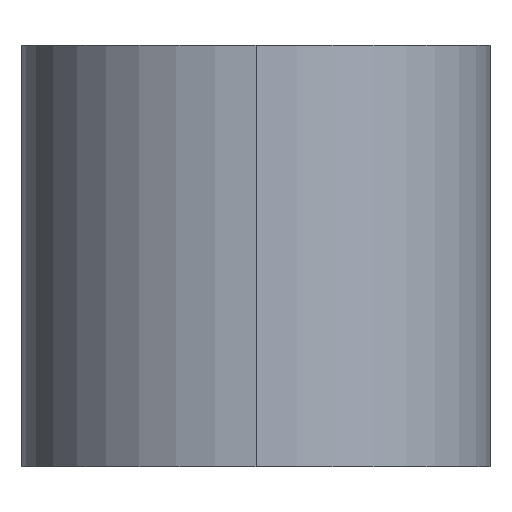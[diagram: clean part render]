
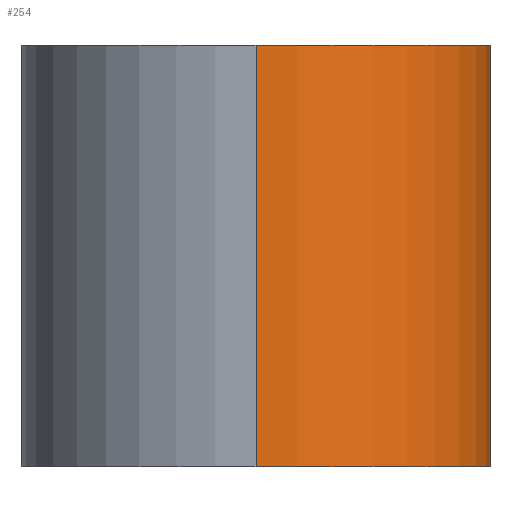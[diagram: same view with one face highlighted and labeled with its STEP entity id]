
A CAD part, left-side view. The second image highlights one B-rep face of the part: STEP entity #254.
In plain terms, the highlighted cylindrical face has radius 7 mm (diameter 14 mm), a partial arc.
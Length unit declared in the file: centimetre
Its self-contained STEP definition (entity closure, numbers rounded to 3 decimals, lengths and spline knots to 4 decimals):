
#7 = CIRCLE ( 'NONE', #410, 0.7 ) ;
#10 = CARTESIAN_POINT ( 'NONE',  ( 0.3804, -0.5878, 0.8575 ) ) ;
#12 = DIRECTION ( 'NONE',  ( 0., 0., -1. ) ) ;
#15 = CARTESIAN_POINT ( 'NONE',  ( 0.3502, -0.6062, 0.4573 ) ) ;
#16 = CYLINDRICAL_SURFACE ( 'NONE', #365, 0.7 ) ;
#17 = CARTESIAN_POINT ( 'NONE',  ( 0.3397, -0.6121, 0.7805 ) ) ;
#24 = CARTESIAN_POINT ( 'NONE',  ( 0.4748, -0.5146, 0.266 ) ) ;
#25 = CARTESIAN_POINT ( 'NONE',  ( 0.5221, -0.4666, 0.2063 ) ) ;
#31 = VECTOR ( 'NONE', #12, 100. ) ;
#33 = CARTESIAN_POINT ( 'NONE',  ( -0.7, 0., 0. ) ) ;
#35 = EDGE_CURVE ( 'NONE', #339, #463, #123, .T. ) ;
#39 = AXIS2_PLACEMENT_3D ( 'NONE', #344, #351, #348 ) ;
#42 = ORIENTED_EDGE ( 'NONE', *, *, #148, .T. ) ;
#63 = CARTESIAN_POINT ( 'NONE',  ( -0.7, 0., 1.26 ) ) ;
#74 = CARTESIAN_POINT ( 'NONE',  ( 0.5774, -0.3976, 1.1203 ) ) ;
#76 = CARTESIAN_POINT ( 'NONE',  ( 0.3167, -0.6243, 0.7175 ) ) ;
#77 = CARTESIAN_POINT ( 'NONE',  ( 0.6175, -0.332, 1.167 ) ) ;
#78 = CARTESIAN_POINT ( 'NONE',  ( 0.6359, -0.2956, 1.1879 ) ) ;
#84 = CARTESIAN_POINT ( 'NONE',  ( 0.4392, -0.546, 0.3134 ) ) ;
#99 = CARTESIAN_POINT ( 'NONE',  ( 0.7, 0., 1.26 ) ) ;
#115 = CARTESIAN_POINT ( 'NONE',  ( 0.3235, -0.6208, 0.7391 ) ) ;
#116 = CARTESIAN_POINT ( 'NONE',  ( 0.683, -0.1548, 1.2411 ) ) ;
#119 = CARTESIAN_POINT ( 'NONE',  ( 0.6831, -0.1544, 0.0188 ) ) ;
#120 = CARTESIAN_POINT ( 'NONE',  ( 0.6591, -0.2368, 0.0458 ) ) ;
#121 = CARTESIAN_POINT ( 'NONE',  ( 0.6957, -0.0892, 0.0048 ) ) ;
#123 = LINE ( 'NONE', #440, #31 ) ;
#148 = EDGE_CURVE ( 'NONE', #463, #177, #7, .T. ) ;
#151 = CARTESIAN_POINT ( 'NONE',  ( 0.3052, -0.6299, 0.6057 ) ) ;
#156 = CARTESIAN_POINT ( 'NONE',  ( 0.3245, -0.6203, 0.518 ) ) ;
#161 = CARTESIAN_POINT ( 'NONE',  ( 0.5103, -0.4794, 0.2208 ) ) ;
#162 = ORIENTED_EDGE ( 'NONE', *, *, #239, .F. ) ;
#164 = CARTESIAN_POINT ( 'NONE',  ( 0.6363, -0.2947, 0.0716 ) ) ;
#165 = CARTESIAN_POINT ( 'NONE',  ( 0.5565, -0.4262, 0.1644 ) ) ;
#176 = EDGE_CURVE ( 'NONE', #408, #177, #337, .T. ) ;
#177 = VERTEX_POINT ( 'NONE', #259 ) ;
#189 = CARTESIAN_POINT ( 'NONE',  ( 0., 0., 0. ) ) ;
#194 = CARTESIAN_POINT ( 'NONE',  ( 0.6659, -0.2169, 0.0381 ) ) ;
#201 = ORIENTED_EDGE ( 'NONE', *, *, #35, .T. ) ;
#203 = CARTESIAN_POINT ( 'NONE',  ( 0.5781, -0.3965, 0.1388 ) ) ;
#207 = DIRECTION ( 'NONE',  ( 0., 0., -1. ) ) ;
#226 = CARTESIAN_POINT ( 'NONE',  ( 0.7, -0.0456, 1.26 ) ) ;
#230 = CARTESIAN_POINT ( 'NONE',  ( 0.3408, -0.6115, 0.477 ) ) ;
#231 = CARTESIAN_POINT ( 'NONE',  ( 0.3694, -0.5947, 0.8388 ) ) ;
#232 = CARTESIAN_POINT ( 'NONE',  ( 0.4867, -0.5034, 0.2507 ) ) ;
#239 = EDGE_CURVE ( 'NONE', #339, #408, #382, .T. ) ;
#240 = CARTESIAN_POINT ( 'NONE',  ( 0.3816, -0.587, 0.4004 ) ) ;
#254 = ADVANCED_FACE ( 'NONE', ( #302 ), #16, .T. ) ;
#259 = CARTESIAN_POINT ( 'NONE',  ( 0.7, 0., 0. ) ) ;
#261 = CARTESIAN_POINT ( 'NONE',  ( 0.4142, -0.5649, 0.9115 ) ) ;
#265 = CARTESIAN_POINT ( 'NONE',  ( 0.5099, -0.4809, 1.0388 ) ) ;
#267 = CARTESIAN_POINT ( 'NONE',  ( 0.3706, -0.594, 0.4191 ) ) ;
#270 = CARTESIAN_POINT ( 'NONE',  ( 0.7, 0., 0. ) ) ;
#275 = DIRECTION ( 'NONE',  ( -1., 0., 0. ) ) ;
#293 = CARTESIAN_POINT ( 'NONE',  ( 0.6587, -0.2377, 1.2138 ) ) ;
#296 = DIRECTION ( 'NONE',  ( 1., 0., 0. ) ) ;
#302 = FACE_OUTER_BOUND ( 'NONE', #332, .T. ) ;
#303 = CARTESIAN_POINT ( 'NONE',  ( 0.4155, -0.564, 0.3467 ) ) ;
#312 = ORIENTED_EDGE ( 'NONE', *, *, #176, .F. ) ;
#327 = CARTESIAN_POINT ( 'NONE',  ( 0.3491, -0.6069, 0.8003 ) ) ;
#328 = CARTESIAN_POINT ( 'NONE',  ( 0.3075, -0.6289, 0.6737 ) ) ;
#331 = CARTESIAN_POINT ( 'NONE',  ( 0.305, -0.6301, 0.651 ) ) ;
#332 = EDGE_LOOP ( 'NONE', ( #162, #201, #42, #312 ) ) ;
#333 = CARTESIAN_POINT ( 'NONE',  ( 0.4381, -0.5469, 0.945 ) ) ;
#337 = B_SPLINE_CURVE_WITH_KNOTS ( 'NONE', 3,
 ( #453, #226, #452, #116, #414, #366, #293, #78, #77, #74, #409, #265, #415, #333, #261, #10, #231, #327, #17, #115, #76, #328, #331, #151, #413, #373, #156, #230, #15, #267, #240, #303, #84, #24, #232, #161, #25, #165, #203, #458, #164, #120, #194, #419, #119, #121, #377, #270 ),
 .UNSPECIFIED., .F., .F.,
 ( 4, 2, 2, 2, 2, 2, 2, 2, 2, 2, 2, 2, 2, 2, 2, 2, 2, 2, 2, 2, 2, 2, 2, 4 ),
 ( 0., 0.0013, 0.002, 0.0027, 0.004, 0.0054, 0.0067, 0.0081, 0.0087, 0.0094, 0.0101, 0.0108, 0.0114, 0.0121, 0.0128, 0.0134, 0.0148, 0.0155, 0.0161, 0.0175, 0.0188, 0.0195, 0.0202, 0.0215 ),
 .UNSPECIFIED. ) ;
#339 = VERTEX_POINT ( 'NONE', #63 ) ;
#344 = CARTESIAN_POINT ( 'NONE',  ( 0., 0., 1.26 ) ) ;
#348 = DIRECTION ( 'NONE',  ( 1., 0., 0. ) ) ;
#351 = DIRECTION ( 'NONE',  ( 0., 0., 1. ) ) ;
#365 = AXIS2_PLACEMENT_3D ( 'NONE', #471, #207, #275 ) ;
#366 = CARTESIAN_POINT ( 'NONE',  ( 0.6656, -0.2177, 1.2216 ) ) ;
#368 = DIRECTION ( 'NONE',  ( 0., 0., 1. ) ) ;
#373 = CARTESIAN_POINT ( 'NONE',  ( 0.3175, -0.6239, 0.5396 ) ) ;
#377 = CARTESIAN_POINT ( 'NONE',  ( 0.7, -0.045, 0. ) ) ;
#382 = CIRCLE ( 'NONE', #39, 0.7 ) ;
#408 = VERTEX_POINT ( 'NONE', #99 ) ;
#409 = CARTESIAN_POINT ( 'NONE',  ( 0.5557, -0.4272, 1.0947 ) ) ;
#410 = AXIS2_PLACEMENT_3D ( 'NONE', #189, #368, #296 ) ;
#413 = CARTESIAN_POINT ( 'NONE',  ( 0.3079, -0.6287, 0.5834 ) ) ;
#414 = CARTESIAN_POINT ( 'NONE',  ( 0.6778, -0.1763, 1.2352 ) ) ;
#415 = CARTESIAN_POINT ( 'NONE',  ( 0.4858, -0.505, 1.0086 ) ) ;
#419 = CARTESIAN_POINT ( 'NONE',  ( 0.6779, -0.1758, 0.0246 ) ) ;
#440 = CARTESIAN_POINT ( 'NONE',  ( -0.7, 0., 1.26 ) ) ;
#452 = CARTESIAN_POINT ( 'NONE',  ( 0.6956, -0.09, 1.2551 ) ) ;
#453 = CARTESIAN_POINT ( 'NONE',  ( 0.7, 0., 1.26 ) ) ;
#458 = CARTESIAN_POINT ( 'NONE',  ( 0.618, -0.331, 0.0925 ) ) ;
#463 = VERTEX_POINT ( 'NONE', #33 ) ;
#471 = CARTESIAN_POINT ( 'NONE',  ( 0., 0., 1.26 ) ) ;
